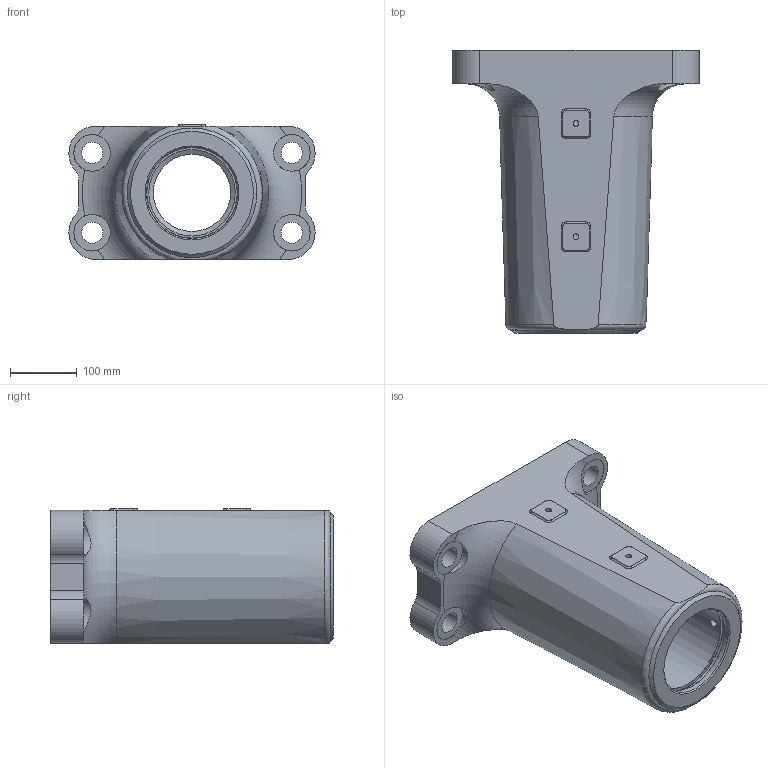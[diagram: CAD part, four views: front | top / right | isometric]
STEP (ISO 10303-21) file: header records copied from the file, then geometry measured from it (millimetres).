
FILE_DESCRIPTION (( 'STEP AP203' ), '1' );
FILE_NAME ('432B04S01-½Ä±ì.STEP', '2023-09-28T05:43:56', ( '' ), ( '' ), 'SwSTEP 2.0', 'SolidWorks 2018', '' );
FILE_SCHEMA (( 'CONFIG_CONTROL_DESIGN' ));
Length unit declared in the file: millimetre
Products named in the file (1): 432B04S01-衝桿
Bounding box: 369.82 x 425 x 202.5 mm (x, y, z)
Volume: 11554747.6 mm3; surface area: 617561.7 mm2
Topology: 1 solids, 1 shells, 83 faces, 218 edges, 143 vertices
Faces by surface type: cylinder 35, plane 18, torus 16, cone 14
Full cylindrical faces by diameter (mm): 8.5 x1, 8.8 x2, 11.5 x1, 13 x2, 32 x4, 55 x4, 116 x1, 137 x1, 140 x2, 150 x1
Entity records: 3348 total; most frequent: CARTESIAN_POINT 1385, DIRECTION 418, ORIENTED_EDGE 328, AXIS2_PLACEMENT_3D 190, EDGE_CURVE 164, EDGE_LOOP 144, VERTEX_POINT 126, FACE_OUTER_BOUND 108
